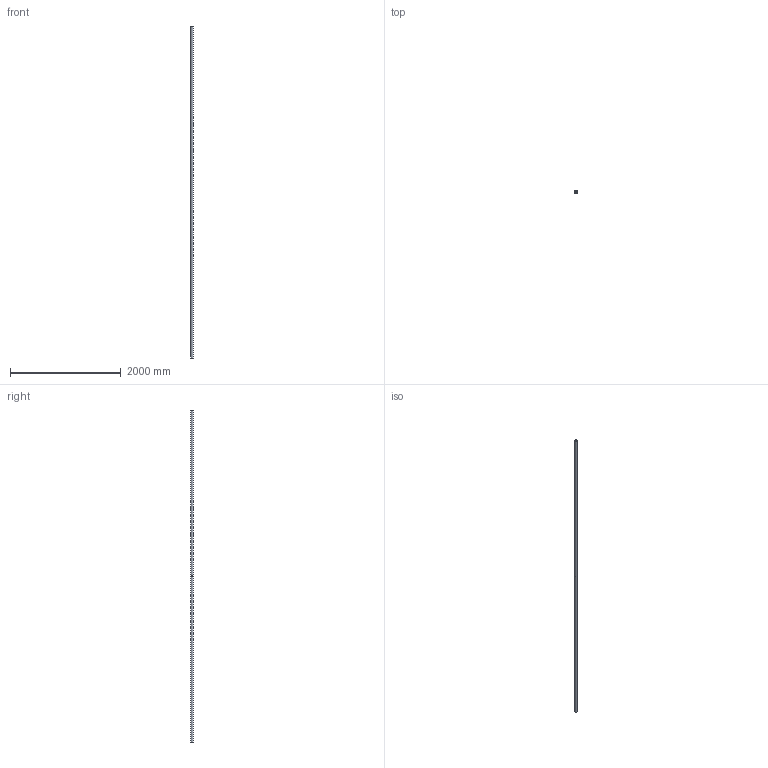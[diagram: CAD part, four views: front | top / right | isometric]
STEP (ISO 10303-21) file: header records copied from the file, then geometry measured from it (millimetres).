
FILE_DESCRIPTION (( 'STEP AP203' ), '1' );
FILE_NAME ('55145-240.step', '2024-04-29T09:29:08', ( '' ), ( '' ), 'SwSTEP 2.0', 'SolidWorks 2018', '' );
FILE_SCHEMA (( 'CONFIG_CONTROL_DESIGN' ));
Length unit declared in the file: millimetre
Products named in the file (1): 55145-240
Bounding box: 48.3 x 48.3 x 6000 mm (x, y, z)
Volume: 1745468.6 mm3; surface area: 1746057.7 mm2
Topology: 1 solids, 1 shells, 271 faces, 735 edges, 490 vertices
Faces by surface type: plane 138, bspline 107, cylinder 26
Full cylindrical faces by diameter (mm): 44.3 x1, 48.3 x1
Entity records: 12464 total; most frequent: CARTESIAN_POINT 6250, ORIENTED_EDGE 1466, DIRECTION 943, EDGE_CURVE 733, VERTEX_POINT 490, VECTOR 369, LINE 369, EDGE_LOOP 299
